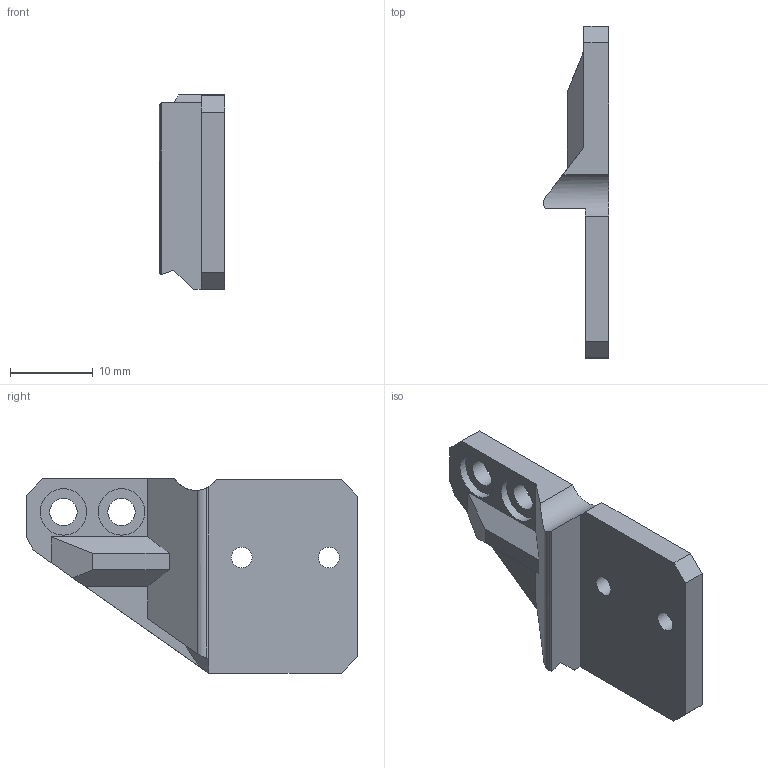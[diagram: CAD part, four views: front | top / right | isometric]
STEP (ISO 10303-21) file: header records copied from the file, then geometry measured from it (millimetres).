
FILE_DESCRIPTION(/* description */ (''),/* implementation_level */ '2;1');
FILE_NAME(/* name */ 'Eddy side facing mount.step',/* time_stamp */ '2023-12-27T13:35:33Z',/* author */ (''),/* organization */ (''),/* preprocessor_version */ 'ST-DEVELOPER v20',/* originating_system */ 'Autodesk Translation Framework v12.14.0.127',/* authorisation */ '');
FILE_SCHEMA (('AUTOMOTIVE_DESIGN { 1 0 10303 214 3 1 1 }'));
Length unit declared in the file: millimetre
Products named in the file (1): Eddy side facing mount
Bounding box: 7.87 x 40 x 23.45 mm (x, y, z)
Volume: 2541.8 mm3; surface area: 2106.8 mm2
Topology: 1 solids, 1 shells, 33 faces, 86 edges, 57 vertices
Faces by surface type: plane 25, cylinder 8
Full cylindrical faces by diameter (mm): 2.5 x2, 3.3 x2, 5.6 x2
Entity records: 1072 total; most frequent: CARTESIAN_POINT 186, ORIENTED_EDGE 172, DIRECTION 170, EDGE_CURVE 86, LINE 68, VECTOR 68, VERTEX_POINT 57, AXIS2_PLACEMENT_3D 51
